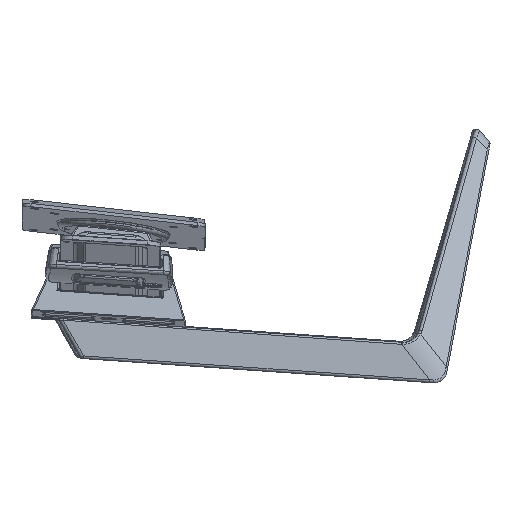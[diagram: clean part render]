
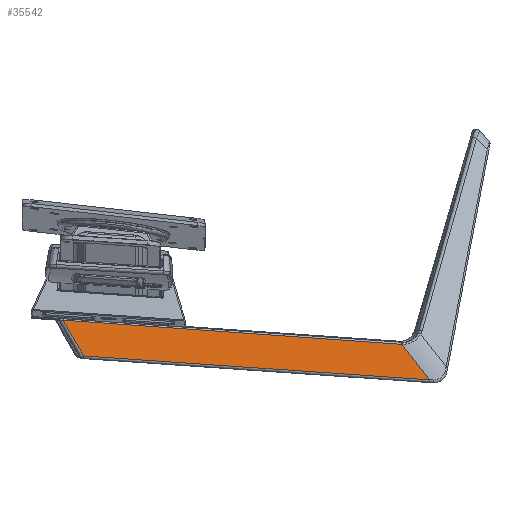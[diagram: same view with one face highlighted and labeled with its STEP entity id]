
A CAD part, left-side view. The second image highlights one B-rep face of the part: STEP entity #35542.
In plain terms, the highlighted face is planar.
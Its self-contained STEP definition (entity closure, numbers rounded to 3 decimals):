
#1013=PLANE('',#39069);
#2870=B_SPLINE_CURVE_WITH_KNOTS('',3,(#90326,#90327,#90328,#90329),
 .UNSPECIFIED.,.F.,.F.,(4,4),(-0.262,-0.049),
 .UNSPECIFIED.);
#5088=FACE_OUTER_BOUND('',#7341,.T.);
#7341=EDGE_LOOP('',(#28831,#28832,#28833,#28834));
#9213=LINE('',#90321,#10602);
#9214=LINE('',#90323,#10603);
#9215=LINE('',#90325,#10604);
#10602=VECTOR('',#46462,1000.);
#10603=VECTOR('',#46463,10.);
#10604=VECTOR('',#46464,1000.);
#15156=VERTEX_POINT('',#90319);
#15157=VERTEX_POINT('',#90320);
#15158=VERTEX_POINT('',#90322);
#15159=VERTEX_POINT('',#90324);
#19988=EDGE_CURVE('',#15156,#15157,#9213,.T.);
#19989=EDGE_CURVE('',#15157,#15158,#9214,.T.);
#19990=EDGE_CURVE('',#15159,#15158,#9215,.T.);
#19991=EDGE_CURVE('',#15159,#15156,#2870,.T.);
#28831=ORIENTED_EDGE('',*,*,#19988,.T.);
#28832=ORIENTED_EDGE('',*,*,#19989,.T.);
#28833=ORIENTED_EDGE('',*,*,#19990,.F.);
#28834=ORIENTED_EDGE('',*,*,#19991,.T.);
#35542=ADVANCED_FACE('',(#5088),#1013,.T.);
#39069=AXIS2_PLACEMENT_3D('',#90318,#46460,#46461);
#46460=DIRECTION('center_axis',(0.991,0.013,-0.135));
#46461=DIRECTION('ref_axis',(0.135,0.,0.991));
#46462=DIRECTION('',(0.113,-0.625,0.772));
#46463=DIRECTION('',(0.,-0.996,-0.092));
#46464=DIRECTION('',(0.102,-0.727,0.679));
#90318=CARTESIAN_POINT('Origin',(141.58,-4.653,-28.741));
#90319=CARTESIAN_POINT('',(141.699,255.772,-3.704));
#90320=CARTESIAN_POINT('',(144.638,239.561,16.315));
#90321=CARTESIAN_POINT('',(157.963,166.053,107.089));
#90322=CARTESIAN_POINT('',(144.638,23.475,-3.738));
#90323=CARTESIAN_POINT('',(144.638,239.561,16.315));
#90324=CARTESIAN_POINT('',(141.758,44.036,-22.92));
#90325=CARTESIAN_POINT('',(144.962,21.161,-1.58));
#90326=CARTESIAN_POINT('Ctrl Pts',(141.758,44.036,-22.92));
#90327=CARTESIAN_POINT('Ctrl Pts',(141.758,114.601,-16.372));
#90328=CARTESIAN_POINT('Ctrl Pts',(141.699,185.207,-10.253));
#90329=CARTESIAN_POINT('Ctrl Pts',(141.699,255.772,-3.704));
